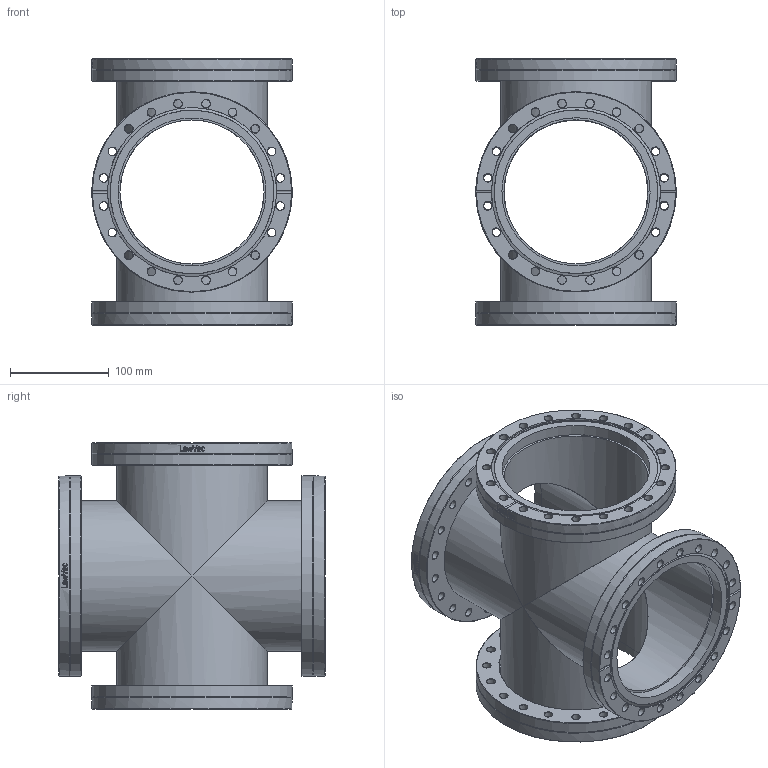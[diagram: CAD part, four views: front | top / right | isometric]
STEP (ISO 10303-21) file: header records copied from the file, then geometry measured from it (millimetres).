
FILE_DESCRIPTION(/* description */ (''),/* implementation_level */ '2;1');
FILE_NAME(/* name */ 'FL-4X160CF.stp',/* time_stamp */ '2018-02-28T12:12:38+00:00',/* author */ ('paul'),/* organization */ (''),/* preprocessor_version */ 'ST-DEVELOPER v17',/* originating_system */ 'Autodesk Inventor 2018',/* authorisation */ '');
FILE_SCHEMA (('AUTOMOTIVE_DESIGN { 1 0 10303 214 3 1 1 }'));
Length unit declared in the file: millimetre
Products named in the file (6): FL-4X160CF; FL-160CFR-152; FL-160CFR OUTER; FL-160CFR-152 INNER; FL-160CF-152; side tube
Assembly tree (10 placements, depth 3):
  FL-4X160CF
    FL-160CF-152  x2
    FL-160CFR-152  x2
      FL-160CFR OUTER
      FL-160CFR-152 INNER
    side tube  x4
Bounding box: 203 x 269.8 x 269.8 mm (x, y, z)
Volume: 1636318.3 mm3; surface area: 601498 mm2
Topology: 10 solids, 10 shells, 710 faces, 1928 edges, 1270 vertices
Faces by surface type: bspline 212, cone 186, plane 156, cylinder 152, torus 4
Full cylindrical faces by diameter (mm): 8.4 x80, 146 x4, 150.2 x4, 152.4 x4, 152.9 x4, 156 x2, 171.4 x6, 203 x8
Entity records: 36787 total; most frequent: CARTESIAN_POINT 28094, ORIENTED_EDGE 1904, DIRECTION 1507, EDGE_CURVE 952, VERTEX_POINT 627, AXIS2_PLACEMENT_3D 581, EDGE_LOOP 455, FACE_OUTER_BOUND 350
